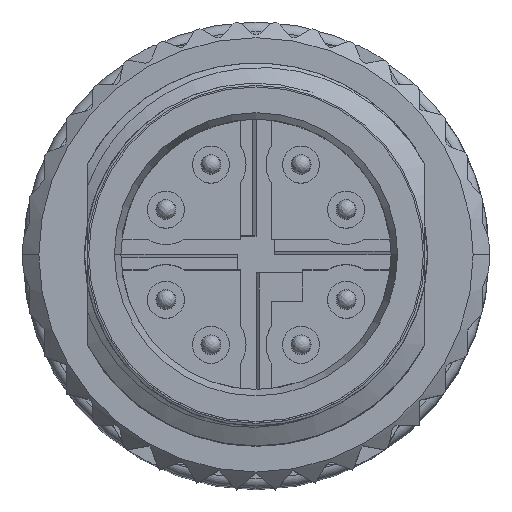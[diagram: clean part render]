
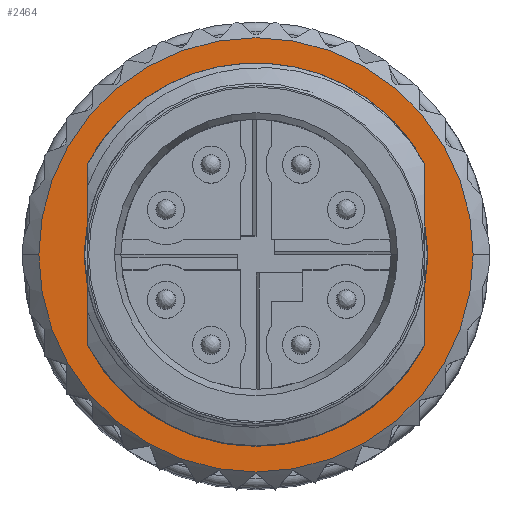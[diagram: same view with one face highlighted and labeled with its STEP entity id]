
A CAD part, top view. The second image highlights one B-rep face of the part: STEP entity #2464.
In plain terms, the highlighted planar face has unit normal (0, 0, 1).
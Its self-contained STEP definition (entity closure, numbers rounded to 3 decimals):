
#173 = AXIS2_PLACEMENT_3D ( 'NONE', #28351, #21112, #6667 ) ;
#814 = EDGE_CURVE ( 'NONE', #5004, #27022, #6317, .T. ) ;
#1331 = CARTESIAN_POINT ( 'NONE',  ( 54.557, 92.884, -153.926 ) ) ;
#1859 = CIRCLE ( 'NONE', #15195, 6.75 ) ;
#2241 = PLANE ( 'NONE',  #5167 ) ;
#2464 = ADVANCED_FACE ( 'NONE', ( #12424, #16166 ), #2241, .F. ) ;
#2873 = ORIENTED_EDGE ( 'NONE', *, *, #814, .T. ) ;
#3215 = DIRECTION ( 'NONE',  ( 0., 1., 0. ) ) ;
#4548 = DIRECTION ( 'NONE',  ( 0., 1., 0. ) ) ;
#4841 = ORIENTED_EDGE ( 'NONE', *, *, #24979, .F. ) ;
#5004 = VERTEX_POINT ( 'NONE', #19849 ) ;
#5167 = AXIS2_PLACEMENT_3D ( 'NONE', #23340, #14174, #4548 ) ;
#5952 = CARTESIAN_POINT ( 'NONE',  ( 54.557, 92.884, -153.926 ) ) ;
#6317 = CIRCLE ( 'NONE', #29598, 5.325 ) ;
#6619 = VERTEX_POINT ( 'NONE', #30317 ) ;
#6667 = DIRECTION ( 'NONE',  ( -1., 0., 0. ) ) ;
#7638 = CARTESIAN_POINT ( 'NONE',  ( 54.557, 87.559, -153.926 ) ) ;
#7854 = DIRECTION ( 'NONE',  ( 0., 0., -1. ) ) ;
#9569 = ORIENTED_EDGE ( 'NONE', *, *, #13973, .T. ) ;
#12424 = FACE_OUTER_BOUND ( 'NONE', #22253, .T. ) ;
#13973 = EDGE_CURVE ( 'NONE', #27022, #5004, #27027, .T. ) ;
#14174 = DIRECTION ( 'NONE',  ( 0., 0., -1. ) ) ;
#14234 = CIRCLE ( 'NONE', #173, 6.75 ) ;
#14651 = CARTESIAN_POINT ( 'NONE',  ( 61.307, 92.884, -153.926 ) ) ;
#15195 = AXIS2_PLACEMENT_3D ( 'NONE', #5952, #15420, #22382 ) ;
#15420 = DIRECTION ( 'NONE',  ( 0., 0., -1. ) ) ;
#16166 = FACE_BOUND ( 'NONE', #21095, .T. ) ;
#17571 = CARTESIAN_POINT ( 'NONE',  ( 54.557, 92.884, -153.926 ) ) ;
#18507 = AXIS2_PLACEMENT_3D ( 'NONE', #17571, #7854, #3215 ) ;
#18787 = EDGE_CURVE ( 'NONE', #6619, #30297, #1859, .T. ) ;
#19849 = CARTESIAN_POINT ( 'NONE',  ( 54.557, 98.209, -153.926 ) ) ;
#21095 = EDGE_LOOP ( 'NONE', ( #9569, #2873 ) ) ;
#21112 = DIRECTION ( 'NONE',  ( 0., 0., -1. ) ) ;
#22253 = EDGE_LOOP ( 'NONE', ( #26377, #4841 ) ) ;
#22382 = DIRECTION ( 'NONE',  ( -1., 0., 0. ) ) ;
#23097 = DIRECTION ( 'NONE',  ( 0., 0., -1. ) ) ;
#23340 = CARTESIAN_POINT ( 'NONE',  ( 54.557, 87.559, -153.926 ) ) ;
#24979 = EDGE_CURVE ( 'NONE', #30297, #6619, #14234, .T. ) ;
#26377 = ORIENTED_EDGE ( 'NONE', *, *, #18787, .F. ) ;
#27022 = VERTEX_POINT ( 'NONE', #7638 ) ;
#27027 = CIRCLE ( 'NONE', #18507, 5.325 ) ;
#28351 = CARTESIAN_POINT ( 'NONE',  ( 54.557, 92.884, -153.926 ) ) ;
#29598 = AXIS2_PLACEMENT_3D ( 'NONE', #1331, #23097, #30065 ) ;
#30065 = DIRECTION ( 'NONE',  ( 0., 1., 0. ) ) ;
#30297 = VERTEX_POINT ( 'NONE', #14651 ) ;
#30317 = CARTESIAN_POINT ( 'NONE',  ( 47.807, 92.884, -153.926 ) ) ;
